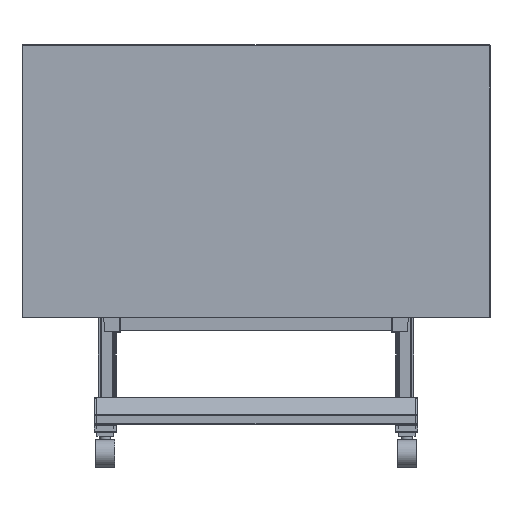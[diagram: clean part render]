
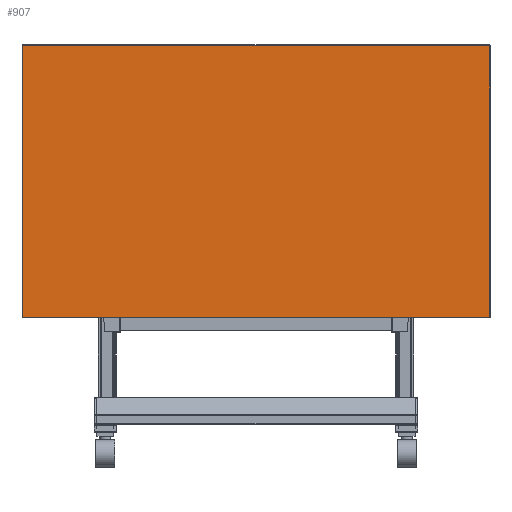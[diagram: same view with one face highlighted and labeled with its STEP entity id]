
A CAD part, front view. The second image highlights one B-rep face of the part: STEP entity #907.
In plain terms, the highlighted planar face has unit normal (0, -1, 0).
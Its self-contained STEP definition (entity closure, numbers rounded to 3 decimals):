
#907=ADVANCED_FACE('',(#2190),#20153,.T.);
#2190=FACE_OUTER_BOUND('',#3485,.T.);
#3485=EDGE_LOOP('',(#5130,#5131,#5132,#5133,#5134,#5135,#5136,#5137));
#5130=ORIENTED_EDGE('',*,*,#11344,.T.);
#5131=ORIENTED_EDGE('',*,*,#11348,.T.);
#5132=ORIENTED_EDGE('',*,*,#11351,.T.);
#5133=ORIENTED_EDGE('',*,*,#11354,.T.);
#5134=ORIENTED_EDGE('',*,*,#11357,.T.);
#5135=ORIENTED_EDGE('',*,*,#11360,.T.);
#5136=ORIENTED_EDGE('',*,*,#11363,.T.);
#5137=ORIENTED_EDGE('',*,*,#11365,.T.);
#11344=EDGE_CURVE('',#17689,#17688,#14484,.T.);
#11348=EDGE_CURVE('',#17688,#17691,#14488,.T.);
#11351=EDGE_CURVE('',#17691,#17693,#14491,.T.);
#11354=EDGE_CURVE('',#17693,#17695,#14494,.T.);
#11357=EDGE_CURVE('',#17695,#17697,#14497,.T.);
#11360=EDGE_CURVE('',#17697,#17699,#14500,.T.);
#11363=EDGE_CURVE('',#17699,#17701,#14503,.T.);
#11365=EDGE_CURVE('',#17701,#17689,#14505,.T.);
#14484=(
BOUNDED_CURVE()
B_SPLINE_CURVE(2,(#24339,#24340,#24341),.UNSPECIFIED.,.F.,.F.)
B_SPLINE_CURVE_WITH_KNOTS((3,3),(183.28,185.636),.UNSPECIFIED.)
CURVE()
GEOMETRIC_REPRESENTATION_ITEM()
RATIONAL_B_SPLINE_CURVE((1.,0.707,1.))
REPRESENTATION_ITEM('')
);
#14488=(
BOUNDED_CURVE()
B_SPLINE_CURVE(2,(#24349,#24350,#24351),.UNSPECIFIED.,.F.,.F.)
B_SPLINE_CURVE_WITH_KNOTS((3,3),(185.636,926.636),
 .UNSPECIFIED.)
CURVE()
GEOMETRIC_REPRESENTATION_ITEM()
RATIONAL_B_SPLINE_CURVE((1.,1.,1.))
REPRESENTATION_ITEM('')
);
#14491=(
BOUNDED_CURVE()
B_SPLINE_CURVE(2,(#24357,#24358,#24359),.UNSPECIFIED.,.F.,.F.)
B_SPLINE_CURVE_WITH_KNOTS((3,3),(926.636,928.992),
 .UNSPECIFIED.)
CURVE()
GEOMETRIC_REPRESENTATION_ITEM()
RATIONAL_B_SPLINE_CURVE((1.,0.707,1.))
REPRESENTATION_ITEM('')
);
#14494=(
BOUNDED_CURVE()
B_SPLINE_CURVE(2,(#24365,#24366,#24367),.UNSPECIFIED.,.F.,.F.)
B_SPLINE_CURVE_WITH_KNOTS((3,3),(928.992,2199.992),
 .UNSPECIFIED.)
CURVE()
GEOMETRIC_REPRESENTATION_ITEM()
RATIONAL_B_SPLINE_CURVE((1.,1.,1.))
REPRESENTATION_ITEM('')
);
#14497=(
BOUNDED_CURVE()
B_SPLINE_CURVE(2,(#24373,#24374,#24375),.UNSPECIFIED.,.F.,.F.)
B_SPLINE_CURVE_WITH_KNOTS((3,3),(2199.992,2202.349),
 .UNSPECIFIED.)
CURVE()
GEOMETRIC_REPRESENTATION_ITEM()
RATIONAL_B_SPLINE_CURVE((1.,0.707,1.))
REPRESENTATION_ITEM('')
);
#14500=(
BOUNDED_CURVE()
B_SPLINE_CURVE(2,(#24381,#24382,#24383),.UNSPECIFIED.,.F.,.F.)
B_SPLINE_CURVE_WITH_KNOTS((3,3),(2202.349,2943.349),
 .UNSPECIFIED.)
CURVE()
GEOMETRIC_REPRESENTATION_ITEM()
RATIONAL_B_SPLINE_CURVE((1.,1.,1.))
REPRESENTATION_ITEM('')
);
#14503=(
BOUNDED_CURVE()
B_SPLINE_CURVE(2,(#24389,#24390,#24391),.UNSPECIFIED.,.F.,.F.)
B_SPLINE_CURVE_WITH_KNOTS((3,3),(2943.349,2945.705),
 .UNSPECIFIED.)
CURVE()
GEOMETRIC_REPRESENTATION_ITEM()
RATIONAL_B_SPLINE_CURVE((1.,0.707,1.))
REPRESENTATION_ITEM('')
);
#14505=(
BOUNDED_CURVE()
B_SPLINE_CURVE(2,(#24403,#24404,#24405,#24406,#24407,#24408,#24409,#24410,
#24411,#24412,#24413),.UNSPECIFIED.,.F.,.F.)
B_SPLINE_CURVE_WITH_KNOTS((3,2,2,2,2,3),(2945.705,3831.565,
3940.225,3957.225,4033.425,4216.705),
 .UNSPECIFIED.)
CURVE()
GEOMETRIC_REPRESENTATION_ITEM()
RATIONAL_B_SPLINE_CURVE((1.,1.,1.,1.,1.,1.,1.,1.,1.,1.,1.))
REPRESENTATION_ITEM('')
);
#17688=VERTEX_POINT('',#24320);
#17689=VERTEX_POINT('',#24321);
#17691=VERTEX_POINT('',#24323);
#17693=VERTEX_POINT('',#24325);
#17695=VERTEX_POINT('',#24327);
#17697=VERTEX_POINT('',#24329);
#17699=VERTEX_POINT('',#24331);
#17701=VERTEX_POINT('',#24333);
#20153=PLANE('',#21084);
#21084=AXIS2_PLACEMENT_3D('',#24317,#22335,$);
#22335=DIRECTION('',(0.,-1.,0.));
#24317=CARTESIAN_POINT('',(17540.75,-1964.48,197.));
#24320=CARTESIAN_POINT('',(17700.,-1964.48,1032.5));
#24321=CARTESIAN_POINT('',(17701.5,-1964.48,1034.));
#24323=CARTESIAN_POINT('',(17700.,-1964.48,291.5));
#24325=CARTESIAN_POINT('',(17701.5,-1964.48,290.));
#24327=CARTESIAN_POINT('',(18972.5,-1964.48,290.));
#24329=CARTESIAN_POINT('',(18974.,-1964.48,291.5));
#24331=CARTESIAN_POINT('',(18974.,-1964.48,1032.5));
#24333=CARTESIAN_POINT('',(18972.5,-1964.48,1034.));
#24339=CARTESIAN_POINT('',(17701.5,-1964.48,1034.));
#24340=CARTESIAN_POINT('',(17700.,-1964.48,1034.));
#24341=CARTESIAN_POINT('',(17700.,-1964.48,1032.5));
#24349=CARTESIAN_POINT('',(17700.,-1964.48,1032.5));
#24350=CARTESIAN_POINT('',(17700.,-1964.48,662.));
#24351=CARTESIAN_POINT('',(17700.,-1964.48,291.5));
#24357=CARTESIAN_POINT('',(17700.,-1964.48,291.5));
#24358=CARTESIAN_POINT('',(17700.,-1964.48,290.));
#24359=CARTESIAN_POINT('',(17701.5,-1964.48,290.));
#24365=CARTESIAN_POINT('',(17701.5,-1964.48,290.));
#24366=CARTESIAN_POINT('',(18337.,-1964.48,290.));
#24367=CARTESIAN_POINT('',(18972.5,-1964.48,290.));
#24373=CARTESIAN_POINT('',(18972.5,-1964.48,290.));
#24374=CARTESIAN_POINT('',(18974.,-1964.48,290.));
#24375=CARTESIAN_POINT('',(18974.,-1964.48,291.5));
#24381=CARTESIAN_POINT('',(18974.,-1964.48,291.5));
#24382=CARTESIAN_POINT('',(18974.,-1964.48,662.));
#24383=CARTESIAN_POINT('',(18974.,-1964.48,1032.5));
#24389=CARTESIAN_POINT('',(18974.,-1964.48,1032.5));
#24390=CARTESIAN_POINT('',(18974.,-1964.48,1034.));
#24391=CARTESIAN_POINT('',(18972.5,-1964.48,1034.));
#24403=CARTESIAN_POINT('',(18972.5,-1964.48,1034.));
#24404=CARTESIAN_POINT('',(18529.57,-1964.48,1034.));
#24405=CARTESIAN_POINT('',(18086.64,-1964.48,1034.));
#24406=CARTESIAN_POINT('',(18032.31,-1964.48,1034.));
#24407=CARTESIAN_POINT('',(17977.98,-1964.48,1034.));
#24408=CARTESIAN_POINT('',(17969.48,-1964.48,1034.));
#24409=CARTESIAN_POINT('',(17960.98,-1964.48,1034.));
#24410=CARTESIAN_POINT('',(17922.88,-1964.48,1034.));
#24411=CARTESIAN_POINT('',(17884.78,-1964.48,1034.));
#24412=CARTESIAN_POINT('',(17793.14,-1964.48,1034.));
#24413=CARTESIAN_POINT('',(17701.5,-1964.48,1034.));
